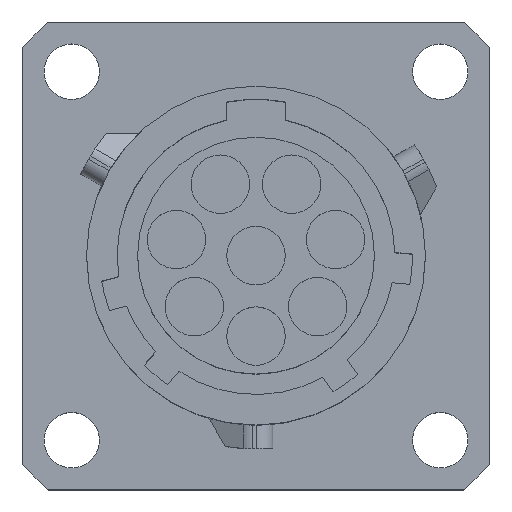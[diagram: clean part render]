
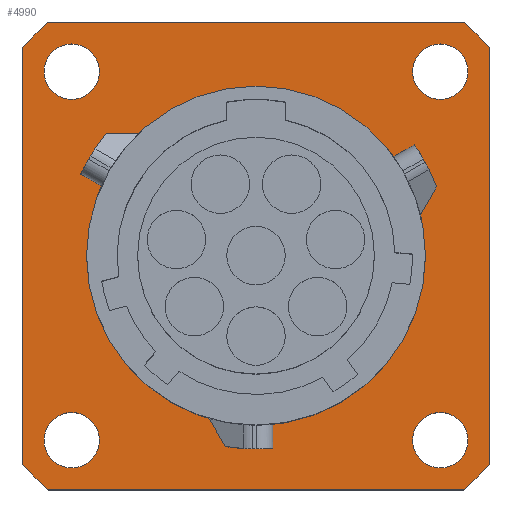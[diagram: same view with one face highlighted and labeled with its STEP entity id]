
A CAD part, top view. The second image highlights one B-rep face of the part: STEP entity #4990.
In plain terms, the highlighted planar face has unit normal (0, 0, 1).
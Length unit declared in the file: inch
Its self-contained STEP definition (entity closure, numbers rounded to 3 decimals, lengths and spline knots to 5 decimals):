
#89=CARTESIAN_POINT('',(0.,0.,0.));
#90=DIRECTION('',(0.,0.,-1.));
#91=DIRECTION('',(1.,0.,0.));
#92=AXIS2_PLACEMENT_3D('',#89,#90,#91);
#139=CARTESIAN_POINT('',(0.,0.,0.));
#140=DIRECTION('',(0.,0.,1.));
#141=DIRECTION('',(1.,0.,0.));
#142=AXIS2_PLACEMENT_3D('',#139,#140,#141);
#218=DIRECTION('',(1.,0.,0.));
#219=VECTOR('',#218,0.91455);
#220=CARTESIAN_POINT('',(-0.45727,0.51535,0.));
#221=LINE('',#220,#219);
#222=CARTESIAN_POINT('',(0.,0.,0.));
#223=DIRECTION('',(0.,0.,-1.));
#224=DIRECTION('',(0.664,0.748,0.));
#225=AXIS2_PLACEMENT_3D('',#222,#223,#224);
#227=DIRECTION('',(0.,-1.,0.));
#228=VECTOR('',#227,0.91455);
#229=CARTESIAN_POINT('',(0.51535,0.45727,0.));
#230=LINE('',#229,#228);
#231=CARTESIAN_POINT('',(0.,0.,0.));
#232=DIRECTION('',(0.,0.,-1.));
#233=DIRECTION('',(0.748,-0.664,0.));
#234=AXIS2_PLACEMENT_3D('',#231,#232,#233);
#236=DIRECTION('',(-1.,0.,0.));
#237=VECTOR('',#236,0.91455);
#238=CARTESIAN_POINT('',(0.45727,-0.51535,0.));
#239=LINE('',#238,#237);
#240=CARTESIAN_POINT('',(0.,0.,0.));
#241=DIRECTION('',(0.,0.,-1.));
#242=DIRECTION('',(-0.664,-0.748,0.));
#243=AXIS2_PLACEMENT_3D('',#240,#241,#242);
#245=DIRECTION('',(0.,1.,0.));
#246=VECTOR('',#245,0.91455);
#247=CARTESIAN_POINT('',(-0.51535,-0.45727,0.));
#248=LINE('',#247,#246);
#249=CARTESIAN_POINT('',(0.,0.,0.));
#250=DIRECTION('',(0.,0.,-1.));
#251=DIRECTION('',(-0.748,0.664,0.));
#252=AXIS2_PLACEMENT_3D('',#249,#250,#251);
#254=CARTESIAN_POINT('',(0.40591,0.40591,0.));
#255=DIRECTION('',(0.,0.,1.));
#256=DIRECTION('',(1.,0.,0.));
#257=AXIS2_PLACEMENT_3D('',#254,#255,#256);
#259=CARTESIAN_POINT('',(0.40591,0.40591,0.));
#260=DIRECTION('',(0.,0.,1.));
#261=DIRECTION('',(-1.,0.,0.));
#262=AXIS2_PLACEMENT_3D('',#259,#260,#261);
#264=CARTESIAN_POINT('',(0.40591,-0.40591,0.));
#265=DIRECTION('',(0.,0.,1.));
#266=DIRECTION('',(1.,0.,0.));
#267=AXIS2_PLACEMENT_3D('',#264,#265,#266);
#269=CARTESIAN_POINT('',(0.40591,-0.40591,0.));
#270=DIRECTION('',(0.,0.,1.));
#271=DIRECTION('',(-1.,0.,0.));
#272=AXIS2_PLACEMENT_3D('',#269,#270,#271);
#274=CARTESIAN_POINT('',(-0.40591,-0.40591,0.));
#275=DIRECTION('',(0.,0.,1.));
#276=DIRECTION('',(1.,0.,0.));
#277=AXIS2_PLACEMENT_3D('',#274,#275,#276);
#279=CARTESIAN_POINT('',(-0.40591,-0.40591,0.));
#280=DIRECTION('',(0.,0.,1.));
#281=DIRECTION('',(-1.,0.,0.));
#282=AXIS2_PLACEMENT_3D('',#279,#280,#281);
#284=CARTESIAN_POINT('',(-0.40591,0.40591,0.));
#285=DIRECTION('',(0.,0.,1.));
#286=DIRECTION('',(1.,0.,0.));
#287=AXIS2_PLACEMENT_3D('',#284,#285,#286);
#289=CARTESIAN_POINT('',(-0.40591,0.40591,0.));
#290=DIRECTION('',(0.,0.,1.));
#291=DIRECTION('',(-1.,0.,0.));
#292=AXIS2_PLACEMENT_3D('',#289,#290,#291);
#4193=CARTESIAN_POINT('',(0.37323,0.,0.));
#4195=VERTEX_POINT('',#4193);
#4205=CARTESIAN_POINT('',(-0.37323,0.,0.));
#4207=VERTEX_POINT('',#4205);
#4494=CARTESIAN_POINT('',(-0.45727,0.51535,0.));
#4495=CARTESIAN_POINT('',(0.45727,0.51535,0.));
#4496=VERTEX_POINT('',#4494);
#4497=VERTEX_POINT('',#4495);
#4498=CARTESIAN_POINT('',(0.51535,0.45727,0.));
#4499=CARTESIAN_POINT('',(0.51535,-0.45727,0.));
#4500=VERTEX_POINT('',#4498);
#4501=VERTEX_POINT('',#4499);
#4502=CARTESIAN_POINT('',(0.45727,-0.51535,0.));
#4503=CARTESIAN_POINT('',(-0.45727,-0.51535,0.));
#4504=VERTEX_POINT('',#4502);
#4505=VERTEX_POINT('',#4503);
#4506=CARTESIAN_POINT('',(-0.51535,-0.45727,0.));
#4507=CARTESIAN_POINT('',(-0.51535,0.45727,0.));
#4508=VERTEX_POINT('',#4506);
#4509=VERTEX_POINT('',#4507);
#4526=CARTESIAN_POINT('',(0.46693,0.40591,0.));
#4527=CARTESIAN_POINT('',(0.34488,0.40591,0.));
#4528=VERTEX_POINT('',#4526);
#4529=VERTEX_POINT('',#4527);
#4530=CARTESIAN_POINT('',(0.46693,-0.40591,0.));
#4531=CARTESIAN_POINT('',(0.34488,-0.40591,0.));
#4532=VERTEX_POINT('',#4530);
#4533=VERTEX_POINT('',#4531);
#4534=CARTESIAN_POINT('',(-0.34488,-0.40591,0.));
#4535=CARTESIAN_POINT('',(-0.46693,-0.40591,0.));
#4536=VERTEX_POINT('',#4534);
#4537=VERTEX_POINT('',#4535);
#4538=CARTESIAN_POINT('',(-0.34488,0.40591,0.));
#4539=CARTESIAN_POINT('',(-0.46693,0.40591,0.));
#4540=VERTEX_POINT('',#4538);
#4541=VERTEX_POINT('',#4539);
#4939=CARTESIAN_POINT('',(0.,0.,0.));
#4940=DIRECTION('',(0.,0.,-1.));
#4941=DIRECTION('',(-1.,0.,0.));
#4942=AXIS2_PLACEMENT_3D('',#4939,#4940,#4941);
#4943=PLANE('',#4942);
#4945=ORIENTED_EDGE('',*,*,#4944,.T.);
#4947=ORIENTED_EDGE('',*,*,#4946,.T.);
#4949=ORIENTED_EDGE('',*,*,#4948,.T.);
#4951=ORIENTED_EDGE('',*,*,#4950,.T.);
#4953=ORIENTED_EDGE('',*,*,#4952,.T.);
#4955=ORIENTED_EDGE('',*,*,#4954,.T.);
#4957=ORIENTED_EDGE('',*,*,#4956,.T.);
#4959=ORIENTED_EDGE('',*,*,#4958,.T.);
#4960=EDGE_LOOP('',(#4945,#4947,#4949,#4951,#4953,#4955,#4957,#4959));
#4961=FACE_OUTER_BOUND('',#4960,.F.);
#4962=ORIENTED_EDGE('',*,*,#4890,.T.);
#4963=ORIENTED_EDGE('',*,*,#4852,.F.);
#4964=EDGE_LOOP('',(#4962,#4963));
#4965=FACE_BOUND('',#4964,.F.);
#4967=ORIENTED_EDGE('',*,*,#4966,.T.);
#4969=ORIENTED_EDGE('',*,*,#4968,.T.);
#4970=EDGE_LOOP('',(#4967,#4969));
#4971=FACE_BOUND('',#4970,.F.);
#4973=ORIENTED_EDGE('',*,*,#4972,.T.);
#4975=ORIENTED_EDGE('',*,*,#4974,.T.);
#4976=EDGE_LOOP('',(#4973,#4975));
#4977=FACE_BOUND('',#4976,.F.);
#4979=ORIENTED_EDGE('',*,*,#4978,.T.);
#4981=ORIENTED_EDGE('',*,*,#4980,.T.);
#4982=EDGE_LOOP('',(#4979,#4981));
#4983=FACE_BOUND('',#4982,.F.);
#4985=ORIENTED_EDGE('',*,*,#4984,.T.);
#4987=ORIENTED_EDGE('',*,*,#4986,.T.);
#4988=EDGE_LOOP('',(#4985,#4987));
#4989=FACE_BOUND('',#4988,.F.);
#4990=ADVANCED_FACE('',(#4961,#4965,#4971,#4977,#4983,#4989),#4943,.F.);
#93=CIRCLE('',#92,0.37323);
#143=CIRCLE('',#142,0.37323);
#226=CIRCLE('',#225,0.68898);
#235=CIRCLE('',#234,0.68898);
#244=CIRCLE('',#243,0.68898);
#253=CIRCLE('',#252,0.68898);
#258=CIRCLE('',#257,0.06102);
#263=CIRCLE('',#262,0.06102);
#268=CIRCLE('',#267,0.06102);
#273=CIRCLE('',#272,0.06102);
#278=CIRCLE('',#277,0.06102);
#283=CIRCLE('',#282,0.06102);
#288=CIRCLE('',#287,0.06102);
#293=CIRCLE('',#292,0.06102);
#4852=EDGE_CURVE('',#4195,#4207,#93,.T.);
#4890=EDGE_CURVE('',#4195,#4207,#143,.T.);
#4944=EDGE_CURVE('',#4496,#4497,#221,.T.);
#4946=EDGE_CURVE('',#4497,#4500,#226,.T.);
#4948=EDGE_CURVE('',#4500,#4501,#230,.T.);
#4950=EDGE_CURVE('',#4501,#4504,#235,.T.);
#4952=EDGE_CURVE('',#4504,#4505,#239,.T.);
#4954=EDGE_CURVE('',#4505,#4508,#244,.T.);
#4956=EDGE_CURVE('',#4508,#4509,#248,.T.);
#4958=EDGE_CURVE('',#4509,#4496,#253,.T.);
#4966=EDGE_CURVE('',#4528,#4529,#258,.T.);
#4968=EDGE_CURVE('',#4529,#4528,#263,.T.);
#4972=EDGE_CURVE('',#4532,#4533,#268,.T.);
#4974=EDGE_CURVE('',#4533,#4532,#273,.T.);
#4978=EDGE_CURVE('',#4536,#4537,#278,.T.);
#4980=EDGE_CURVE('',#4537,#4536,#283,.T.);
#4984=EDGE_CURVE('',#4540,#4541,#288,.T.);
#4986=EDGE_CURVE('',#4541,#4540,#293,.T.);
